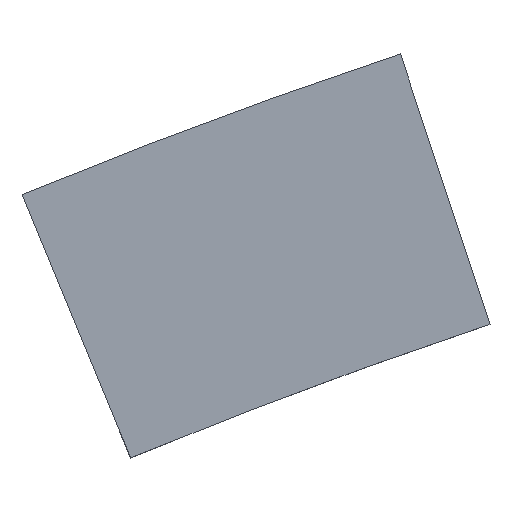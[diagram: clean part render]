
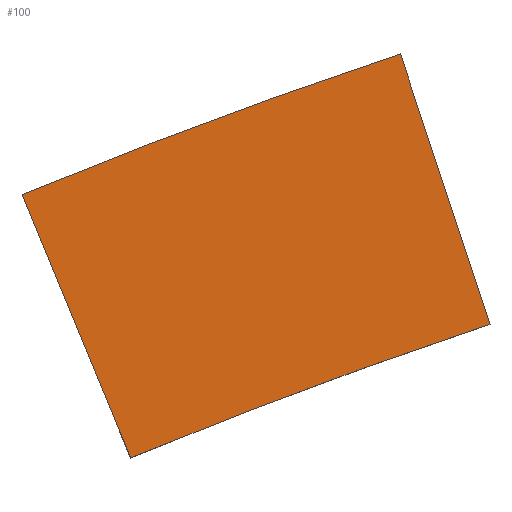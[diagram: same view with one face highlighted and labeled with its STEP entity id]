
A CAD part, top view. The second image highlights one B-rep face of the part: STEP entity #100.
In plain terms, the highlighted planar face has unit normal (0, 0, 1).
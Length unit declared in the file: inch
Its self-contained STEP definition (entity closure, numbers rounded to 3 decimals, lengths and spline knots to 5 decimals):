
#16=CIRCLE('',#121,457.5);
#17=CIRCLE('',#123,481.5);
#24=FACE_OUTER_BOUND('',#30,.T.);
#30=EDGE_LOOP('',(#81,#82,#83,#84));
#35=LINE('',#165,#43);
#39=LINE('',#174,#47);
#43=VECTOR('',#133,0.3937);
#47=VECTOR('',#139,0.3937);
#51=VERTEX_POINT('',#162);
#52=VERTEX_POINT('',#164);
#55=VERTEX_POINT('',#171);
#56=VERTEX_POINT('',#173);
#59=EDGE_CURVE('',#52,#51,#35,.T.);
#63=EDGE_CURVE('',#56,#55,#39,.T.);
#66=EDGE_CURVE('',#51,#56,#16,.T.);
#67=EDGE_CURVE('',#55,#52,#17,.T.);
#81=ORIENTED_EDGE('',*,*,#59,.T.);
#82=ORIENTED_EDGE('',*,*,#66,.T.);
#83=ORIENTED_EDGE('',*,*,#63,.T.);
#84=ORIENTED_EDGE('',*,*,#67,.T.);
#95=PLANE('',#122);
#100=ADVANCED_FACE('',(#24),#95,.T.);
#121=AXIS2_PLACEMENT_3D('',#178,#145,#146);
#122=AXIS2_PLACEMENT_3D('',#179,#147,#148);
#123=AXIS2_PLACEMENT_3D('',#180,#149,#150);
#133=DIRECTION('',(0.381,-0.924,0.));
#139=DIRECTION('',(-0.315,0.949,0.));
#145=DIRECTION('center_axis',(0.,0.,-1.));
#146=DIRECTION('ref_axis',(0.446,0.895,0.));
#147=DIRECTION('center_axis',(0.,0.,1.));
#148=DIRECTION('ref_axis',(1.,0.,0.));
#149=DIRECTION('center_axis',(0.,0.,1.));
#150=DIRECTION('ref_axis',(0.446,0.895,0.));
#162=CARTESIAN_POINT('',(-174.37485,13.46532,4.));
#164=CARTESIAN_POINT('',(-183.52326,35.6533,4.));
#165=CARTESIAN_POINT('',(-170.25128,3.46428,4.));
#171=CARTESIAN_POINT('',(-151.6532,47.49404,4.));
#173=CARTESIAN_POINT('',(-144.10425,24.71218,4.));
#174=CARTESIAN_POINT('',(-138.66089,8.28474,4.));
#178=CARTESIAN_POINT('Origin',(0.,-409.5,4.));
#179=CARTESIAN_POINT('Origin',(0.,36.,4.));
#180=CARTESIAN_POINT('Origin',(0.,-409.5,4.));
